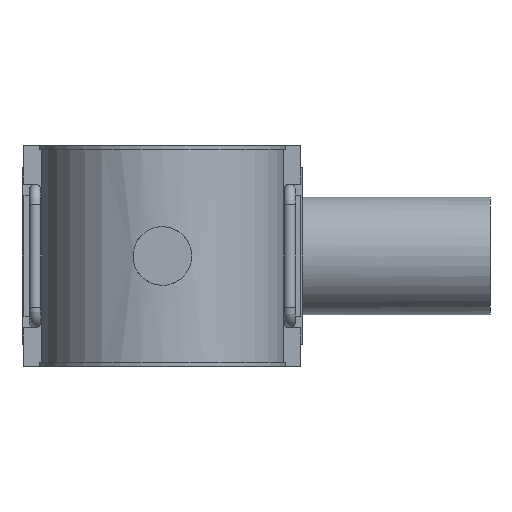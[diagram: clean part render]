
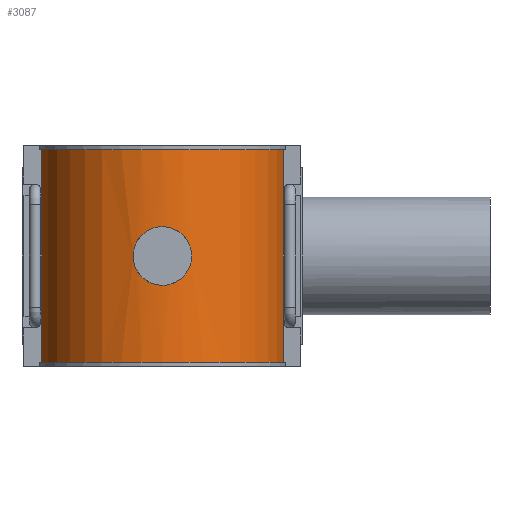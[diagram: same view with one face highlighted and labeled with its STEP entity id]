
A CAD part, front view. The second image highlights one B-rep face of the part: STEP entity #3087.
In plain terms, the highlighted cylindrical face has radius 66 mm (diameter 132 mm), a partial arc.
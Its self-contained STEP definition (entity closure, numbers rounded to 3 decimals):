
#108=LINE('',#5272,#387);
#143=LINE('',#5547,#422);
#387=VECTOR('',#3768,113.28);
#422=VECTOR('',#3845,113.28);
#620=FACE_BOUND('',#1026,.T.);
#661=B_SPLINE_CURVE_WITH_KNOTS('',3,(#4852,#4853,#4854,#4855,#4856,#4857,
#4858,#4859,#4860,#4861,#4862,#4863,#4864,#4865,#4866,#4867,#4868,#4869,
#4870,#4871,#4872,#4873,#4874,#4875,#4876,#4877,#4878,#4879,#4880,#4881,
#4882,#4883,#4884,#4885,#4886,#4887,#4888,#4889,#4890,#4891,#4892,#4893,
#4894,#4895,#4896,#4897,#4898,#4899,#4900,#4901,#4902,#4903,#4904,#4905,
#4906,#4907,#4908,#4909,#4910,#4911,#4912,#4913,#4914,#4915,#4916,#4917),
 .UNSPECIFIED.,.T.,.F.,(4,2,2,2,2,2,2,2,2,2,2,2,2,2,2,2,2,2,2,2,2,2,2,2,
2,2,2,2,2,2,2,2,4),(0.,0.297,0.593,0.89,
1.186,1.483,1.779,2.076,2.372,
2.669,2.965,3.262,3.558,3.855,
4.152,4.448,4.745,5.041,5.338,
5.634,5.931,6.228,6.524,6.821,
7.117,7.414,7.71,8.007,8.303,
8.6,8.896,9.193,9.49),
 .UNSPECIFIED.);
#727=CYLINDRICAL_SURFACE('',#3330,66.);
#818=FACE_OUTER_BOUND('',#1025,.T.);
#1025=EDGE_LOOP('',(#2320,#2321,#2322,#2323));
#1026=EDGE_LOOP('',(#2324));
#1224=CIRCLE('',#3306,66.);
#1232=CIRCLE('',#3320,66.);
#1355=VERTEX_POINT('',#4851);
#1370=VERTEX_POINT('',#5257);
#1371=VERTEX_POINT('',#5259);
#1375=VERTEX_POINT('',#5271);
#1396=VERTEX_POINT('',#5342);
#1682=EDGE_CURVE('',#1355,#1355,#661,.T.);
#1701=EDGE_CURVE('',#1370,#1371,#1224,.T.);
#1706=EDGE_CURVE('',#1370,#1375,#108,.T.);
#1730=EDGE_CURVE('',#1396,#1375,#1232,.T.);
#1765=EDGE_CURVE('',#1371,#1396,#143,.T.);
#2320=ORIENTED_EDGE('',*,*,#1701,.T.);
#2321=ORIENTED_EDGE('',*,*,#1765,.T.);
#2322=ORIENTED_EDGE('',*,*,#1730,.T.);
#2323=ORIENTED_EDGE('',*,*,#1706,.F.);
#2324=ORIENTED_EDGE('',*,*,#1682,.T.);
#3087=ADVANCED_FACE('',(#818,#620),#727,.T.);
#3306=AXIS2_PLACEMENT_3D('',#5261,#3758,#3759);
#3320=AXIS2_PLACEMENT_3D('',#5343,#3805,#3806);
#3330=AXIS2_PLACEMENT_3D('',#5548,#3846,#3847);
#3758=DIRECTION('center_axis',(0.,0.,1.));
#3759=DIRECTION('ref_axis',(1.,0.,0.));
#3768=DIRECTION('',(0.,0.,1.));
#3805=DIRECTION('center_axis',(0.,0.,-1.));
#3806=DIRECTION('ref_axis',(1.,0.,0.));
#3845=DIRECTION('',(0.,0.,1.));
#3846=DIRECTION('center_axis',(0.,0.,1.));
#3847=DIRECTION('ref_axis',(1.,0.,0.));
#4851=CARTESIAN_POINT('',(15.68,-64.11,0.));
#4852=CARTESIAN_POINT('Ctrl Pts',(15.68,-64.11,0.));
#4853=CARTESIAN_POINT('Ctrl Pts',(15.68,-64.11,-0.989));
#4854=CARTESIAN_POINT('Ctrl Pts',(15.585,-64.134,-2.01));
#4855=CARTESIAN_POINT('Ctrl Pts',(15.186,-64.229,-4.038));
#4856=CARTESIAN_POINT('Ctrl Pts',(14.883,-64.301,-5.046));
#4857=CARTESIAN_POINT('Ctrl Pts',(14.081,-64.482,-6.976));
#4858=CARTESIAN_POINT('Ctrl Pts',(13.583,-64.59,-7.901));
#4859=CARTESIAN_POINT('Ctrl Pts',(12.433,-64.821,-9.609));
#4860=CARTESIAN_POINT('Ctrl Pts',(11.781,-64.944,-10.393));
#4861=CARTESIAN_POINT('Ctrl Pts',(10.394,-65.18,-11.781));
#4862=CARTESIAN_POINT('Ctrl Pts',(9.609,-65.302,-12.433));
#4863=CARTESIAN_POINT('Ctrl Pts',(7.901,-65.531,-13.583));
#4864=CARTESIAN_POINT('Ctrl Pts',(6.976,-65.637,-14.081));
#4865=CARTESIAN_POINT('Ctrl Pts',(5.046,-65.814,-14.883));
#4866=CARTESIAN_POINT('Ctrl Pts',(4.038,-65.884,-15.186));
#4867=CARTESIAN_POINT('Ctrl Pts',(2.009,-65.977,-15.585));
#4868=CARTESIAN_POINT('Ctrl Pts',(0.988,-66.,-15.68));
#4869=CARTESIAN_POINT('Ctrl Pts',(-0.988,-66.,-15.68));
#4870=CARTESIAN_POINT('Ctrl Pts',(-2.009,-65.977,-15.585));
#4871=CARTESIAN_POINT('Ctrl Pts',(-4.038,-65.884,-15.186));
#4872=CARTESIAN_POINT('Ctrl Pts',(-5.046,-65.814,-14.883));
#4873=CARTESIAN_POINT('Ctrl Pts',(-6.976,-65.637,-14.081));
#4874=CARTESIAN_POINT('Ctrl Pts',(-7.901,-65.531,-13.583));
#4875=CARTESIAN_POINT('Ctrl Pts',(-9.609,-65.302,-12.433));
#4876=CARTESIAN_POINT('Ctrl Pts',(-10.394,-65.18,-11.781));
#4877=CARTESIAN_POINT('Ctrl Pts',(-11.781,-64.944,-10.393));
#4878=CARTESIAN_POINT('Ctrl Pts',(-12.433,-64.821,-9.609));
#4879=CARTESIAN_POINT('Ctrl Pts',(-13.583,-64.59,-7.901));
#4880=CARTESIAN_POINT('Ctrl Pts',(-14.081,-64.482,-6.976));
#4881=CARTESIAN_POINT('Ctrl Pts',(-14.883,-64.301,-5.046));
#4882=CARTESIAN_POINT('Ctrl Pts',(-15.186,-64.229,-4.038));
#4883=CARTESIAN_POINT('Ctrl Pts',(-15.585,-64.134,-2.01));
#4884=CARTESIAN_POINT('Ctrl Pts',(-15.68,-64.11,-0.989));
#4885=CARTESIAN_POINT('Ctrl Pts',(-15.68,-64.11,0.989));
#4886=CARTESIAN_POINT('Ctrl Pts',(-15.585,-64.134,2.01));
#4887=CARTESIAN_POINT('Ctrl Pts',(-15.186,-64.229,4.038));
#4888=CARTESIAN_POINT('Ctrl Pts',(-14.883,-64.301,5.046));
#4889=CARTESIAN_POINT('Ctrl Pts',(-14.081,-64.482,6.976));
#4890=CARTESIAN_POINT('Ctrl Pts',(-13.583,-64.59,7.901));
#4891=CARTESIAN_POINT('Ctrl Pts',(-12.433,-64.821,9.609));
#4892=CARTESIAN_POINT('Ctrl Pts',(-11.781,-64.944,10.393));
#4893=CARTESIAN_POINT('Ctrl Pts',(-10.394,-65.18,11.781));
#4894=CARTESIAN_POINT('Ctrl Pts',(-9.609,-65.302,12.433));
#4895=CARTESIAN_POINT('Ctrl Pts',(-7.901,-65.531,13.583));
#4896=CARTESIAN_POINT('Ctrl Pts',(-6.976,-65.637,14.081));
#4897=CARTESIAN_POINT('Ctrl Pts',(-5.046,-65.814,14.883));
#4898=CARTESIAN_POINT('Ctrl Pts',(-4.038,-65.884,15.186));
#4899=CARTESIAN_POINT('Ctrl Pts',(-2.009,-65.977,15.585));
#4900=CARTESIAN_POINT('Ctrl Pts',(-0.988,-66.,15.68));
#4901=CARTESIAN_POINT('Ctrl Pts',(0.988,-66.,15.68));
#4902=CARTESIAN_POINT('Ctrl Pts',(2.009,-65.977,15.585));
#4903=CARTESIAN_POINT('Ctrl Pts',(4.038,-65.884,15.186));
#4904=CARTESIAN_POINT('Ctrl Pts',(5.046,-65.814,14.883));
#4905=CARTESIAN_POINT('Ctrl Pts',(6.976,-65.637,14.081));
#4906=CARTESIAN_POINT('Ctrl Pts',(7.901,-65.531,13.583));
#4907=CARTESIAN_POINT('Ctrl Pts',(9.609,-65.302,12.433));
#4908=CARTESIAN_POINT('Ctrl Pts',(10.394,-65.18,11.781));
#4909=CARTESIAN_POINT('Ctrl Pts',(11.781,-64.944,10.393));
#4910=CARTESIAN_POINT('Ctrl Pts',(12.433,-64.821,9.609));
#4911=CARTESIAN_POINT('Ctrl Pts',(13.583,-64.59,7.901));
#4912=CARTESIAN_POINT('Ctrl Pts',(14.081,-64.482,6.976));
#4913=CARTESIAN_POINT('Ctrl Pts',(14.883,-64.301,5.046));
#4914=CARTESIAN_POINT('Ctrl Pts',(15.186,-64.229,4.038));
#4915=CARTESIAN_POINT('Ctrl Pts',(15.585,-64.134,2.01));
#4916=CARTESIAN_POINT('Ctrl Pts',(15.68,-64.11,0.989));
#4917=CARTESIAN_POINT('Ctrl Pts',(15.68,-64.11,0.));
#5257=CARTESIAN_POINT('',(-64.552,-13.75,-56.64));
#5259=CARTESIAN_POINT('',(64.552,-13.75,-56.64));
#5261=CARTESIAN_POINT('Origin',(0.,0.,-56.64));
#5271=CARTESIAN_POINT('',(-64.552,-13.75,56.64));
#5272=CARTESIAN_POINT('',(-64.552,-13.75,0.));
#5342=CARTESIAN_POINT('',(64.552,-13.75,56.64));
#5343=CARTESIAN_POINT('Origin',(0.,0.,56.64));
#5547=CARTESIAN_POINT('',(64.552,-13.75,0.));
#5548=CARTESIAN_POINT('Origin',(0.,0.,0.));
